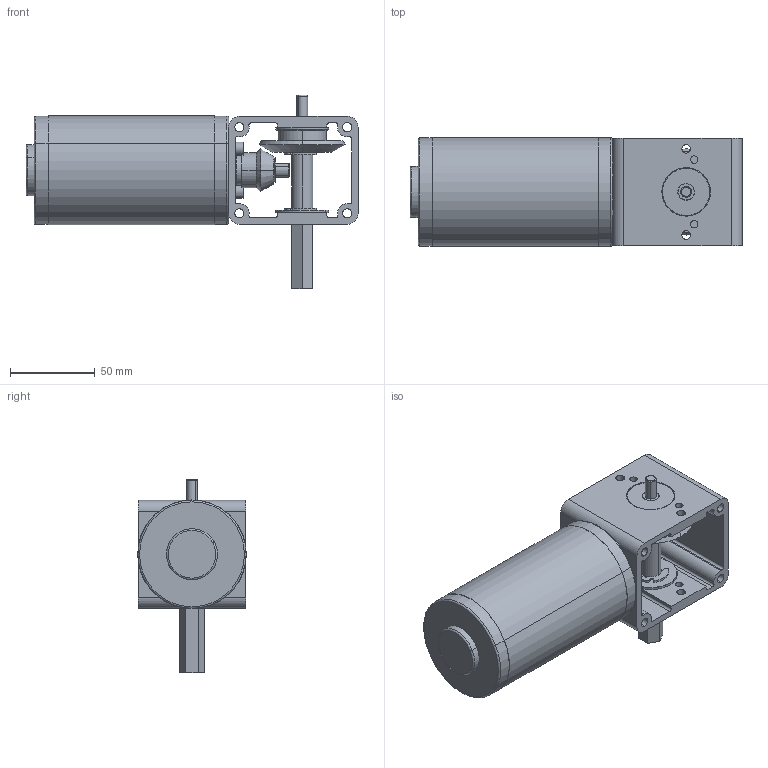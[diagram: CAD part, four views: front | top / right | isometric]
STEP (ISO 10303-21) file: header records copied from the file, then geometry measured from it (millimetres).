
FILE_DESCRIPTION (( 'STEP AP214' ), '1' );
FILE_NAME ('am-2796 LJ Bevelbox 500 output.STEP', '2014-02-12T16:27:05', ( '' ), ( '' ), 'SwSTEP 2.0', 'SolidWorks 2010', '' );
FILE_SCHEMA (( 'AUTOMOTIVE_DESIGN' ));
Length unit declared in the file: inch
Products named in the file (15): SHCS 10-32 x 0.75; FR6ZZ-L Bearing; 250x1000 dowel; LJ Housing; 8mm_spring_clip am-0033; 32-16 16 dp bevel gear pair; 32 tooth 16 dp bevel gear; 16 tooth 16 dp bevel gear; 500 hex to 8mm adapter; 5-16 thick brass washer 11128567; FR8ZZ Hex Bearing b; 500 hex output shaft; 500-e-klip; am-2796 LJ Bevelbox 500 output; CIM Motor SW
Assembly tree (16 placements, depth 3):
  am-2796 LJ Bevelbox 500 output
    8mm_spring_clip am-0033
    SHCS 10-32 x 0.75  x2
    LJ Housing
    250x1000 dowel
    500 hex output shaft
    FR6ZZ-L Bearing
    CIM Motor SW
    32-16 16 dp bevel gear pair
      32 tooth 16 dp bevel gear
      16 tooth 16 dp bevel gear
    500-e-klip  x2
    5-16 thick brass washer 11128567
    500 hex to 8mm adapter
    FR8ZZ Hex Bearing b
Bounding box: 195.57 x 64.01 x 114.1 mm (x, y, z)
Volume: 488373.1 mm3; surface area: 91846.3 mm2
Topology: 15 solids, 15 shells, 401 faces, 1009 edges, 656 vertices
Faces by surface type: cylinder 182, plane 157, cone 44, torus 14, bspline 4
Entity records: 11843 total; most frequent: CARTESIAN_POINT 2046, DIRECTION 1924, ORIENTED_EDGE 1740, EDGE_CURVE 870, AXIS2_PLACEMENT_3D 756, VERTEX_POINT 566, EDGE_LOOP 420, LINE 412
